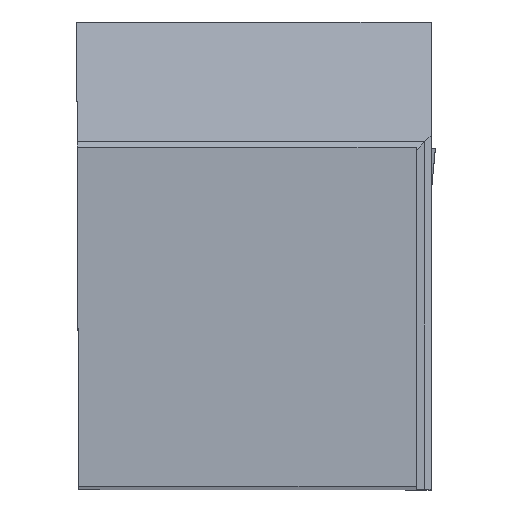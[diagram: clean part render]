
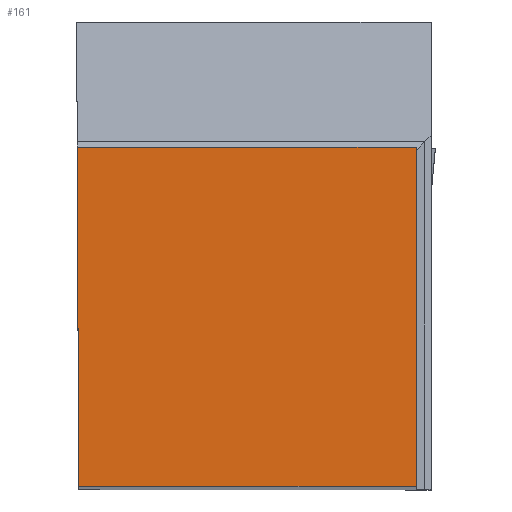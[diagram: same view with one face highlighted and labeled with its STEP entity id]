
A CAD part, top view. The second image highlights one B-rep face of the part: STEP entity #161.
In plain terms, the highlighted planar face has unit normal (0, 0, 1).
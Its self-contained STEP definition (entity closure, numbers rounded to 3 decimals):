
#161=ADVANCED_FACE('BLANK_BOXF006',(#261),#207,.F.);
#207=PLANE('',#1268);
#261=FACE_OUTER_BOUND('',#316,.T.);
#316=EDGE_LOOP('',(#574,#575,#576,#577));
#574=ORIENTED_EDGE('',*,*,#880,.T.);
#575=ORIENTED_EDGE('',*,*,#881,.T.);
#576=ORIENTED_EDGE('',*,*,#876,.T.);
#577=ORIENTED_EDGE('',*,*,#866,.T.);
#732=VERTEX_POINT('',#1972);
#733=VERTEX_POINT('',#1974);
#739=VERTEX_POINT('',#1993);
#742=VERTEX_POINT('',#2001);
#866=EDGE_CURVE('',#733,#732,#989,.T.);
#876=EDGE_CURVE('',#739,#733,#999,.T.);
#880=EDGE_CURVE('',#732,#742,#1003,.T.);
#881=EDGE_CURVE('',#742,#739,#1004,.T.);
#989=LINE('',#1973,#1116);
#999=LINE('',#1992,#1126);
#1003=LINE('',#2000,#1130);
#1004=LINE('',#2002,#1131);
#1116=VECTOR('',#1492,1.);
#1126=VECTOR('',#1508,1.);
#1130=VECTOR('',#1514,1.);
#1131=VECTOR('',#1515,1.);
#1268=AXIS2_PLACEMENT_3D('',#2003,#1516,#1517);
#1492=DIRECTION('',(1.,0.,0.));
#1508=DIRECTION('',(0.004,-1.,0.));
#1514=DIRECTION('',(0.,1.,0.));
#1515=DIRECTION('',(-1.,0.,0.));
#1516=DIRECTION('',(0.,0.,-1.));
#1517=DIRECTION('',(0.,-1.,0.));
#1972=CARTESIAN_POINT('',(19.875,0.,0.));
#1973=CARTESIAN_POINT('',(-125.55,0.,0.));
#1974=CARTESIAN_POINT('',(0.087,0.,0.));
#1992=CARTESIAN_POINT('',(-0.461,125.549,0.));
#1993=CARTESIAN_POINT('',(0.,19.875,0.));
#2000=CARTESIAN_POINT('',(19.875,-125.55,0.));
#2001=CARTESIAN_POINT('',(19.875,19.875,0.));
#2002=CARTESIAN_POINT('',(125.55,19.875,0.));
#2003=CARTESIAN_POINT('',(20.75,-5.,0.));
